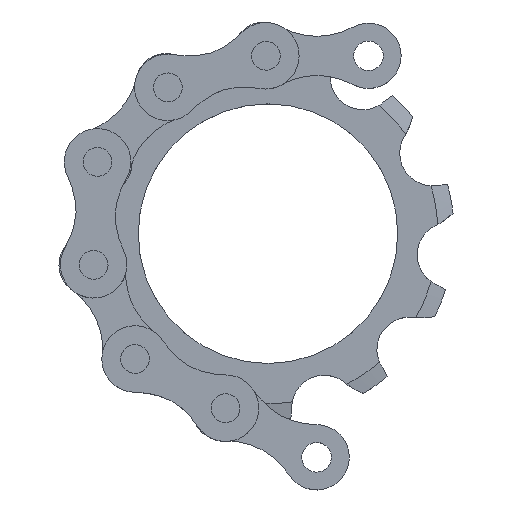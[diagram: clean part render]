
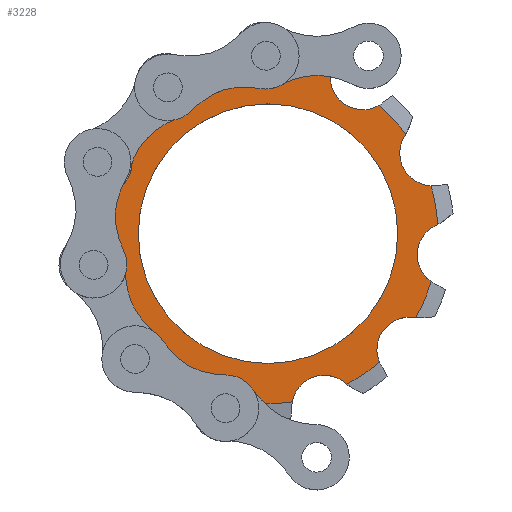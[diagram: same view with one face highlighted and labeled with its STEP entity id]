
A CAD part, top view. The second image highlights one B-rep face of the part: STEP entity #3228.
In plain terms, the highlighted planar face has unit normal (0, 0, 1).
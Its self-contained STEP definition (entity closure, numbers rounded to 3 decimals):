
#272=FACE_BOUND('',#688,.T.);
#388=PLANE('',#3628);
#506=FACE_OUTER_BOUND('',#687,.T.);
#687=EDGE_LOOP('',(#2714,#2715,#2716,#2717,#2718,#2719,#2720,#2721,#2722,
#2723,#2724,#2725,#2726,#2727,#2728,#2729,#2730,#2731,#2732,#2733,#2734,
#2735));
#688=EDGE_LOOP('',(#2736));
#825=CIRCLE('',#3519,4.);
#827=CIRCLE('',#3522,4.);
#829=CIRCLE('',#3525,4.);
#831=CIRCLE('',#3528,4.);
#833=CIRCLE('',#3531,4.);
#835=CIRCLE('',#3534,4.);
#837=CIRCLE('',#3537,4.);
#839=CIRCLE('',#3540,4.);
#841=CIRCLE('',#3543,4.);
#843=CIRCLE('',#3546,4.);
#867=CIRCLE('',#3582,4.);
#869=CIRCLE('',#3595,20.95);
#870=CIRCLE('',#3597,20.95);
#872=CIRCLE('',#3600,20.95);
#874=CIRCLE('',#3603,20.95);
#876=CIRCLE('',#3606,20.95);
#878=CIRCLE('',#3609,20.95);
#880=CIRCLE('',#3612,20.95);
#882=CIRCLE('',#3615,20.95);
#884=CIRCLE('',#3618,20.95);
#886=CIRCLE('',#3621,20.95);
#888=CIRCLE('',#3625,20.95);
#890=CIRCLE('',#3629,16.);
#1446=VERTEX_POINT('',#5043);
#1447=VERTEX_POINT('',#5048);
#1454=VERTEX_POINT('',#5072);
#1455=VERTEX_POINT('',#5077);
#1462=VERTEX_POINT('',#5101);
#1463=VERTEX_POINT('',#5106);
#1470=VERTEX_POINT('',#5130);
#1471=VERTEX_POINT('',#5135);
#1478=VERTEX_POINT('',#5159);
#1479=VERTEX_POINT('',#5164);
#1486=VERTEX_POINT('',#5188);
#1487=VERTEX_POINT('',#5193);
#1494=VERTEX_POINT('',#5217);
#1495=VERTEX_POINT('',#5222);
#1502=VERTEX_POINT('',#5246);
#1503=VERTEX_POINT('',#5251);
#1510=VERTEX_POINT('',#5275);
#1511=VERTEX_POINT('',#5280);
#1518=VERTEX_POINT('',#5304);
#1519=VERTEX_POINT('',#5309);
#1548=VERTEX_POINT('',#5498);
#1549=VERTEX_POINT('',#5503);
#1572=VERTEX_POINT('',#5775);
#1808=EDGE_CURVE('',#1447,#1446,#825,.T.);
#1816=EDGE_CURVE('',#1455,#1454,#827,.T.);
#1824=EDGE_CURVE('',#1463,#1462,#829,.T.);
#1832=EDGE_CURVE('',#1471,#1470,#831,.T.);
#1840=EDGE_CURVE('',#1479,#1478,#833,.T.);
#1848=EDGE_CURVE('',#1487,#1486,#835,.T.);
#1856=EDGE_CURVE('',#1495,#1494,#837,.T.);
#1864=EDGE_CURVE('',#1503,#1502,#839,.T.);
#1872=EDGE_CURVE('',#1511,#1510,#841,.T.);
#1880=EDGE_CURVE('',#1519,#1518,#843,.T.);
#1932=EDGE_CURVE('',#1549,#1548,#867,.T.);
#1976=EDGE_CURVE('',#1446,#1549,#869,.T.);
#1977=EDGE_CURVE('',#1548,#1519,#870,.T.);
#1980=EDGE_CURVE('',#1518,#1511,#872,.T.);
#1982=EDGE_CURVE('',#1510,#1503,#874,.T.);
#1984=EDGE_CURVE('',#1502,#1495,#876,.T.);
#1986=EDGE_CURVE('',#1494,#1487,#878,.T.);
#1988=EDGE_CURVE('',#1486,#1479,#880,.T.);
#1990=EDGE_CURVE('',#1478,#1471,#882,.T.);
#1992=EDGE_CURVE('',#1470,#1463,#884,.T.);
#1994=EDGE_CURVE('',#1462,#1455,#886,.T.);
#1998=EDGE_CURVE('',#1454,#1447,#888,.T.);
#2000=EDGE_CURVE('',#1572,#1572,#890,.T.);
#2714=ORIENTED_EDGE('',*,*,#1988,.T.);
#2715=ORIENTED_EDGE('',*,*,#1840,.T.);
#2716=ORIENTED_EDGE('',*,*,#1990,.T.);
#2717=ORIENTED_EDGE('',*,*,#1832,.T.);
#2718=ORIENTED_EDGE('',*,*,#1992,.T.);
#2719=ORIENTED_EDGE('',*,*,#1824,.T.);
#2720=ORIENTED_EDGE('',*,*,#1994,.T.);
#2721=ORIENTED_EDGE('',*,*,#1816,.T.);
#2722=ORIENTED_EDGE('',*,*,#1998,.T.);
#2723=ORIENTED_EDGE('',*,*,#1808,.T.);
#2724=ORIENTED_EDGE('',*,*,#1976,.T.);
#2725=ORIENTED_EDGE('',*,*,#1932,.T.);
#2726=ORIENTED_EDGE('',*,*,#1977,.T.);
#2727=ORIENTED_EDGE('',*,*,#1880,.T.);
#2728=ORIENTED_EDGE('',*,*,#1980,.T.);
#2729=ORIENTED_EDGE('',*,*,#1872,.T.);
#2730=ORIENTED_EDGE('',*,*,#1982,.T.);
#2731=ORIENTED_EDGE('',*,*,#1864,.T.);
#2732=ORIENTED_EDGE('',*,*,#1984,.T.);
#2733=ORIENTED_EDGE('',*,*,#1856,.T.);
#2734=ORIENTED_EDGE('',*,*,#1986,.T.);
#2735=ORIENTED_EDGE('',*,*,#1848,.T.);
#2736=ORIENTED_EDGE('',*,*,#2000,.T.);
#3228=ADVANCED_FACE('',(#506,#272),#388,.T.);
#3519=AXIS2_PLACEMENT_3D('',#5049,#4094,#4095);
#3522=AXIS2_PLACEMENT_3D('',#5078,#4102,#4103);
#3525=AXIS2_PLACEMENT_3D('',#5107,#4110,#4111);
#3528=AXIS2_PLACEMENT_3D('',#5136,#4118,#4119);
#3531=AXIS2_PLACEMENT_3D('',#5165,#4126,#4127);
#3534=AXIS2_PLACEMENT_3D('',#5194,#4134,#4135);
#3537=AXIS2_PLACEMENT_3D('',#5223,#4142,#4143);
#3540=AXIS2_PLACEMENT_3D('',#5252,#4150,#4151);
#3543=AXIS2_PLACEMENT_3D('',#5281,#4158,#4159);
#3546=AXIS2_PLACEMENT_3D('',#5310,#4166,#4167);
#3582=AXIS2_PLACEMENT_3D('',#5504,#4240,#4241);
#3595=AXIS2_PLACEMENT_3D('',#5726,#4286,#4287);
#3597=AXIS2_PLACEMENT_3D('',#5728,#4290,#4291);
#3600=AXIS2_PLACEMENT_3D('',#5738,#4296,#4297);
#3603=AXIS2_PLACEMENT_3D('',#5741,#4302,#4303);
#3606=AXIS2_PLACEMENT_3D('',#5744,#4308,#4309);
#3609=AXIS2_PLACEMENT_3D('',#5747,#4314,#4315);
#3612=AXIS2_PLACEMENT_3D('',#5750,#4320,#4321);
#3615=AXIS2_PLACEMENT_3D('',#5753,#4326,#4327);
#3618=AXIS2_PLACEMENT_3D('',#5756,#4332,#4333);
#3621=AXIS2_PLACEMENT_3D('',#5759,#4338,#4339);
#3625=AXIS2_PLACEMENT_3D('',#5771,#4348,#4349);
#3628=AXIS2_PLACEMENT_3D('',#5774,#4354,#4355);
#3629=AXIS2_PLACEMENT_3D('',#5776,#4356,#4357);
#4094=DIRECTION('center_axis',(0.,0.,-1.));
#4095=DIRECTION('ref_axis',(-1.,0.,0.));
#4102=DIRECTION('center_axis',(0.,0.,-1.));
#4103=DIRECTION('ref_axis',(-1.,0.,0.));
#4110=DIRECTION('center_axis',(0.,0.,-1.));
#4111=DIRECTION('ref_axis',(-1.,0.,0.));
#4118=DIRECTION('center_axis',(0.,0.,-1.));
#4119=DIRECTION('ref_axis',(-1.,0.,0.));
#4126=DIRECTION('center_axis',(0.,0.,-1.));
#4127=DIRECTION('ref_axis',(0.465,0.885,0.));
#4134=DIRECTION('center_axis',(0.,0.,-1.));
#4135=DIRECTION('ref_axis',(-1.,0.,0.));
#4142=DIRECTION('center_axis',(0.,0.,-1.));
#4143=DIRECTION('ref_axis',(-1.,0.,0.));
#4150=DIRECTION('center_axis',(0.,0.,-1.));
#4151=DIRECTION('ref_axis',(-1.,0.,0.));
#4158=DIRECTION('center_axis',(0.,0.,-1.));
#4159=DIRECTION('ref_axis',(-1.,0.,0.));
#4166=DIRECTION('center_axis',(0.,0.,-1.));
#4167=DIRECTION('ref_axis',(-1.,0.,0.));
#4240=DIRECTION('center_axis',(0.,0.,-1.));
#4241=DIRECTION('ref_axis',(-1.,0.,0.));
#4286=DIRECTION('center_axis',(0.,0.,1.));
#4287=DIRECTION('ref_axis',(1.,0.,0.));
#4290=DIRECTION('center_axis',(0.,0.,1.));
#4291=DIRECTION('ref_axis',(1.,0.,0.));
#4296=DIRECTION('center_axis',(0.,0.,1.));
#4297=DIRECTION('ref_axis',(1.,0.,0.));
#4302=DIRECTION('center_axis',(0.,0.,1.));
#4303=DIRECTION('ref_axis',(1.,0.,0.));
#4308=DIRECTION('center_axis',(0.,0.,1.));
#4309=DIRECTION('ref_axis',(1.,0.,0.));
#4314=DIRECTION('center_axis',(0.,0.,1.));
#4315=DIRECTION('ref_axis',(1.,0.,0.));
#4320=DIRECTION('center_axis',(0.,0.,1.));
#4321=DIRECTION('ref_axis',(1.,0.,0.));
#4326=DIRECTION('center_axis',(0.,0.,1.));
#4327=DIRECTION('ref_axis',(1.,0.,0.));
#4332=DIRECTION('center_axis',(0.,0.,1.));
#4333=DIRECTION('ref_axis',(1.,0.,0.));
#4338=DIRECTION('center_axis',(0.,0.,1.));
#4339=DIRECTION('ref_axis',(1.,0.,0.));
#4348=DIRECTION('center_axis',(0.,0.,1.));
#4349=DIRECTION('ref_axis',(1.,0.,0.));
#4354=DIRECTION('center_axis',(0.,0.,1.));
#4355=DIRECTION('ref_axis',(1.,0.,0.));
#4356=DIRECTION('center_axis',(0.,0.,-1.));
#4357=DIRECTION('ref_axis',(-1.,0.,0.));
#5043=CARTESIAN_POINT('',(-1.878,-20.866,0.8));
#5048=CARTESIAN_POINT('',(-8.695,-19.06,0.8));
#5049=CARTESIAN_POINT('Origin',(-5.77,-21.788,0.8));
#5072=CARTESIAN_POINT('',(-12.86,-16.538,0.8));
#5077=CARTESIAN_POINT('',(-17.62,-11.333,0.8));
#5078=CARTESIAN_POINT('Origin',(-16.633,-15.21,0.8));
#5101=CARTESIAN_POINT('',(-19.76,-6.96,0.8));
#5106=CARTESIAN_POINT('',(-20.95,-0.008,0.8));
#5107=CARTESIAN_POINT('Origin',(-22.216,-3.803,0.8));
#5130=CARTESIAN_POINT('',(-20.386,4.828,0.8));
#5135=CARTESIAN_POINT('',(-17.629,11.32,0.8));
#5136=CARTESIAN_POINT('Origin',(-20.745,8.812,0.8));
#5159=CARTESIAN_POINT('',(-14.54,15.083,0.8));
#5164=CARTESIAN_POINT('',(-8.71,19.053,0.8));
#5165=CARTESIAN_POINT('Origin',(-12.688,18.629,0.8));
#5188=CARTESIAN_POINT('',(-4.077,20.549,0.8));
#5193=CARTESIAN_POINT('',(2.973,20.738,0.8));
#5194=CARTESIAN_POINT('Origin',(-0.602,22.531,0.8));
#5217=CARTESIAN_POINT('',(7.68,19.491,0.8));
#5222=CARTESIAN_POINT('',(13.713,15.838,0.8));
#5223=CARTESIAN_POINT('Origin',(11.675,19.28,0.8));
#5246=CARTESIAN_POINT('',(16.999,12.245,0.8));
#5251=CARTESIAN_POINT('',(20.099,5.91,0.8));
#5252=CARTESIAN_POINT('Origin',(20.245,9.908,0.8));
#5275=CARTESIAN_POINT('',(20.921,1.111,0.8));
#5280=CARTESIAN_POINT('',(20.104,-5.894,0.8));
#5281=CARTESIAN_POINT('Origin',(22.387,-2.61,0.8));
#5304=CARTESIAN_POINT('',(18.2,-10.376,0.8));
#5309=CARTESIAN_POINT('',(13.726,-15.828,0.8));
#5310=CARTESIAN_POINT('Origin',(17.422,-14.3,0.8));
#5498=CARTESIAN_POINT('',(9.701,-18.568,0.8));
#5503=CARTESIAN_POINT('',(2.99,-20.736,0.8));
#5504=CARTESIAN_POINT('Origin',(6.926,-21.449,0.8));
#5726=CARTESIAN_POINT('Origin',(0.,0.,0.8));
#5728=CARTESIAN_POINT('Origin',(0.,0.,0.8));
#5738=CARTESIAN_POINT('Origin',(0.,0.,0.8));
#5741=CARTESIAN_POINT('Origin',(0.,0.,0.8));
#5744=CARTESIAN_POINT('Origin',(0.,0.,0.8));
#5747=CARTESIAN_POINT('Origin',(0.,0.,0.8));
#5750=CARTESIAN_POINT('Origin',(0.,0.,0.8));
#5753=CARTESIAN_POINT('Origin',(0.,0.,0.8));
#5756=CARTESIAN_POINT('Origin',(0.,0.,0.8));
#5759=CARTESIAN_POINT('Origin',(0.,0.,0.8));
#5771=CARTESIAN_POINT('Origin',(0.,0.,0.8));
#5774=CARTESIAN_POINT('Origin',(-0.015,-0.106,
0.8));
#5775=CARTESIAN_POINT('',(16.,0.,0.8));
#5776=CARTESIAN_POINT('Origin',(0.,0.,0.8));
